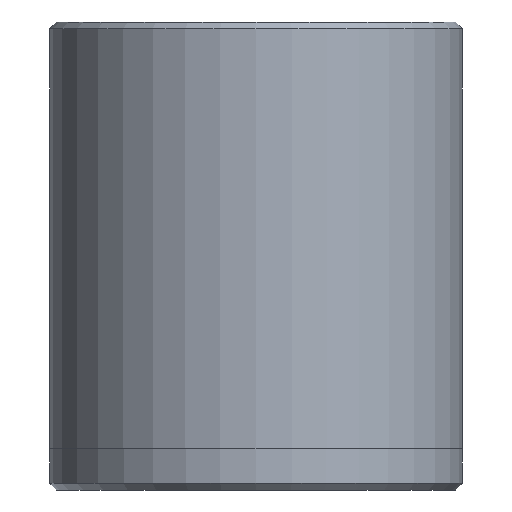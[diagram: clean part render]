
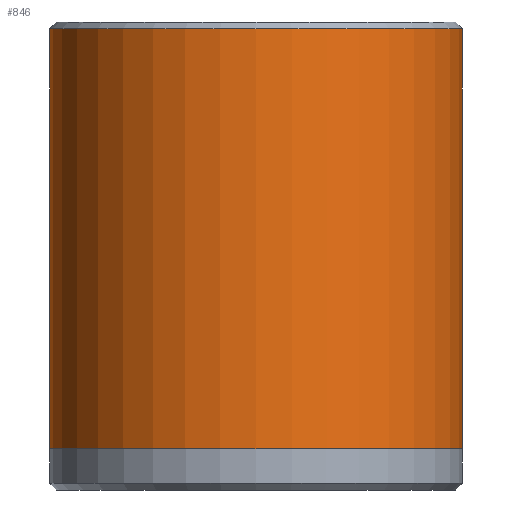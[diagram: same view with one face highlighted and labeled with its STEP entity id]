
A CAD part, front view. The second image highlights one B-rep face of the part: STEP entity #846.
In plain terms, the highlighted cylindrical face has radius 15 mm (diameter 30 mm), a partial arc.
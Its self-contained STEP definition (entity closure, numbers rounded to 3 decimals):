
#37 = CIRCLE ( 'NONE', #923, 15. ) ;
#39 = VECTOR ( 'NONE', #1603, 1000. ) ;
#216 = CARTESIAN_POINT ( 'NONE',  ( -15., 0., 34. ) ) ;
#227 = VERTEX_POINT ( 'NONE', #339 ) ;
#234 = CARTESIAN_POINT ( 'NONE',  ( -15., 0., 33.5 ) ) ;
#267 = DIRECTION ( 'NONE',  ( 0., 0., -1. ) ) ;
#299 = EDGE_CURVE ( 'NONE', #732, #1443, #1395, .T. ) ;
#339 = CARTESIAN_POINT ( 'NONE',  ( 15., 0., 33.5 ) ) ;
#340 = ORIENTED_EDGE ( 'NONE', *, *, #299, .T. ) ;
#365 = LINE ( 'NONE', #1049, #1376 ) ;
#367 = DIRECTION ( 'NONE',  ( 0., 0., -1. ) ) ;
#472 = EDGE_CURVE ( 'NONE', #227, #1494, #365, .T. ) ;
#565 = FACE_OUTER_BOUND ( 'NONE', #1529, .T. ) ;
#611 = CIRCLE ( 'NONE', #1091, 15. ) ;
#657 = CARTESIAN_POINT ( 'NONE',  ( 0., 0., 33.5 ) ) ;
#685 = EDGE_CURVE ( 'NONE', #1494, #1443, #37, .T. ) ;
#707 = CARTESIAN_POINT ( 'NONE',  ( -15., 0., 3. ) ) ;
#732 = VERTEX_POINT ( 'NONE', #234 ) ;
#764 = DIRECTION ( 'NONE',  ( -1., 0., 0. ) ) ;
#772 = EDGE_CURVE ( 'NONE', #227, #732, #611, .T. ) ;
#787 = DIRECTION ( 'NONE',  ( 1., 0., 0. ) ) ;
#846 = ADVANCED_FACE ( 'NONE', ( #565 ), #1519, .T. ) ;
#885 = CARTESIAN_POINT ( 'NONE',  ( 0., 0., 34. ) ) ;
#923 = AXIS2_PLACEMENT_3D ( 'NONE', #1137, #367, #1252 ) ;
#1014 = ORIENTED_EDGE ( 'NONE', *, *, #685, .F. ) ;
#1038 = CARTESIAN_POINT ( 'NONE',  ( 15., 0., 3. ) ) ;
#1046 = DIRECTION ( 'NONE',  ( 0., 0., -1. ) ) ;
#1049 = CARTESIAN_POINT ( 'NONE',  ( 15., 0., 34. ) ) ;
#1091 = AXIS2_PLACEMENT_3D ( 'NONE', #657, #1514, #787 ) ;
#1113 = ORIENTED_EDGE ( 'NONE', *, *, #472, .F. ) ;
#1137 = CARTESIAN_POINT ( 'NONE',  ( 0., 0., 3. ) ) ;
#1252 = DIRECTION ( 'NONE',  ( -1., 0., 0. ) ) ;
#1326 = ORIENTED_EDGE ( 'NONE', *, *, #772, .T. ) ;
#1376 = VECTOR ( 'NONE', #267, 1000. ) ;
#1395 = LINE ( 'NONE', #216, #39 ) ;
#1443 = VERTEX_POINT ( 'NONE', #707 ) ;
#1494 = VERTEX_POINT ( 'NONE', #1038 ) ;
#1514 = DIRECTION ( 'NONE',  ( 0., 0., -1. ) ) ;
#1519 = CYLINDRICAL_SURFACE ( 'NONE', #1566, 15. ) ;
#1529 = EDGE_LOOP ( 'NONE', ( #1113, #1326, #340, #1014 ) ) ;
#1566 = AXIS2_PLACEMENT_3D ( 'NONE', #885, #1046, #764 ) ;
#1603 = DIRECTION ( 'NONE',  ( 0., 0., -1. ) ) ;
